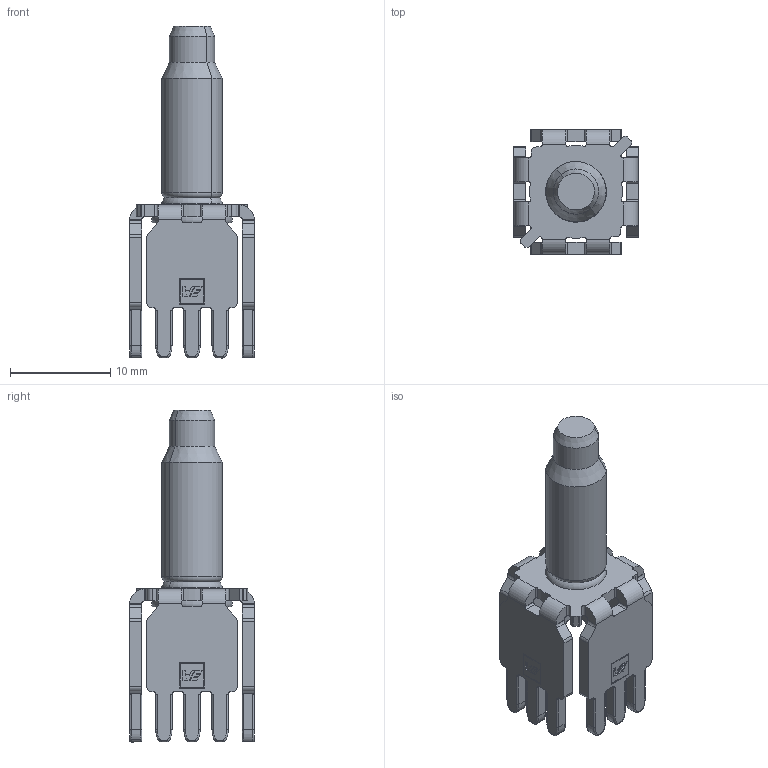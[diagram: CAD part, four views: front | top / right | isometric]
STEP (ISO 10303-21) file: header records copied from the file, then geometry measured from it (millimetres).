
FILE_DESCRIPTION (( 'STEP AP214' ), '1' );
FILE_NAME ('S900554_A04.STEP', '2022-10-11T10:07:35', ( '' ), ( '' ), 'SwSTEP 2.0', 'SolidWorks 2018', '' );
FILE_SCHEMA (( 'AUTOMOTIVE_DESIGN' ));
Length unit declared in the file: millimetre
Products named in the file (1): S900554_A04
Bounding box: 12.4 x 12.4 x 33.05 mm (x, y, z)
Volume: 1088.3 mm3; surface area: 1676.5 mm2
Topology: 1 solids, 1 shells, 624 faces, 1736 edges, 1124 vertices
Faces by surface type: plane 342, cylinder 174, bspline 96, torus 6, cone 6
Entity records: 32796 total; most frequent: CARTESIAN_POINT 10433, ORIENTED_EDGE 3472, DIRECTION 2944, EDGE_CURVE 1736, VECTOR 1154, LINE 1154, VERTEX_POINT 1124, AXIS2_PLACEMENT_3D 895
